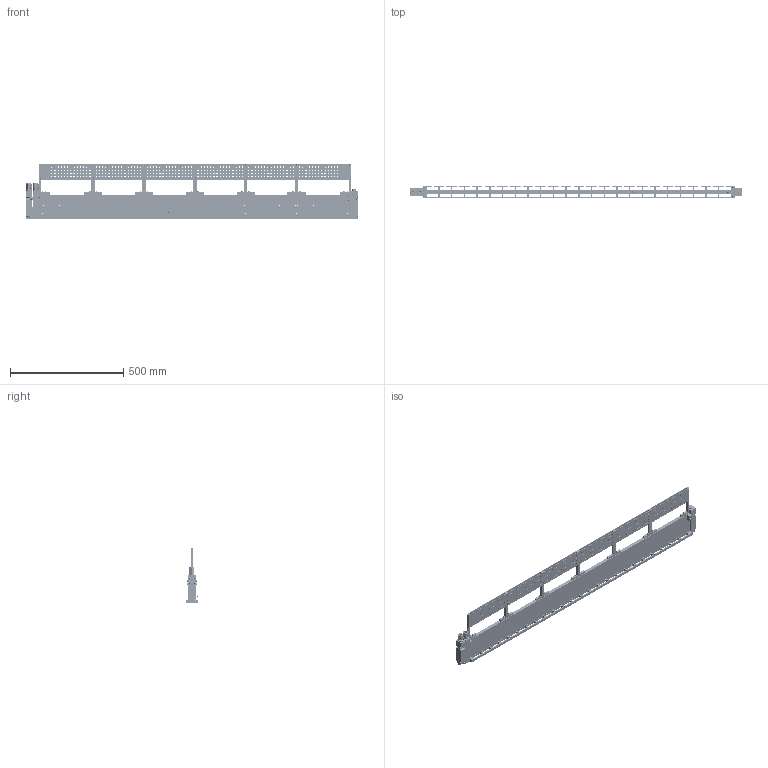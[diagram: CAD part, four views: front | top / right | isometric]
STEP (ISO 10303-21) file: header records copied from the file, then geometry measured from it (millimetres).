
FILE_DESCRIPTION(/* description */ (''),/* implementation_level */ '2;1');
FILE_NAME(/* name */ '171117_FSTP_000.stp',/* time_stamp */ '2017-12-13T13:43:51+01:00',/* author */ (''),/* organization */ (''),/* preprocessor_version */ 'ST-DEVELOPER v16',/* originating_system */ 'SIEMENS PLM Software NX 11.0',/* authorisation */ '');
FILE_SCHEMA (('AP203_CONFIGURATION_CONTROLLED_3D_DESIGN_OF_MECHANICAL_PARTS_AND_ASSEMBLIES_MIM_LF { 1 0 10303 403 2 1 2}'));
Products named in the file (1): zago32C8A890wbh8
Bounding box: 1463 x 55.1 x 247 mm (x, y, z)
Volume: 3129129.8 mm3; surface area: 1135116.4 mm2
Topology: 113 solids, 113 shells, 3932 faces, 11076 edges, 7507 vertices
Faces by surface type: plane 1916, cylinder 1533, cone 420, torus 63
Full cylindrical faces by diameter (mm): 1.886 x2, 2.05 x31, 2.2 x96, 2.5 x14, 3 x40, 3.2 x28, 3.8 x2, 3.838 x14, 4 x24, 4.2 x29, 4.5 x14, 4.826 x25, 5 x40, 5.3 x28, 5.5 x753, 5.795 x16, 6 x2, 6.2 x8, 7 x22, 8.5 x25, 8.7 x2, 9 x4, 9.5 x2, 10 x41, 10.6 x4, 11 x3, 11.8 x1, 12 x2, 12.3 x1, 14 x2
Entity records: 115923 total; most frequent: DIRECTION 19668, CARTESIAN_POINT 19299, ORIENTED_EDGE 16796, EDGE_CURVE 8398, EDGE_LOOP 7718, AXIS2_PLACEMENT_3D 7462, VERTEX_POINT 6533, FACE_BOUND 5814
